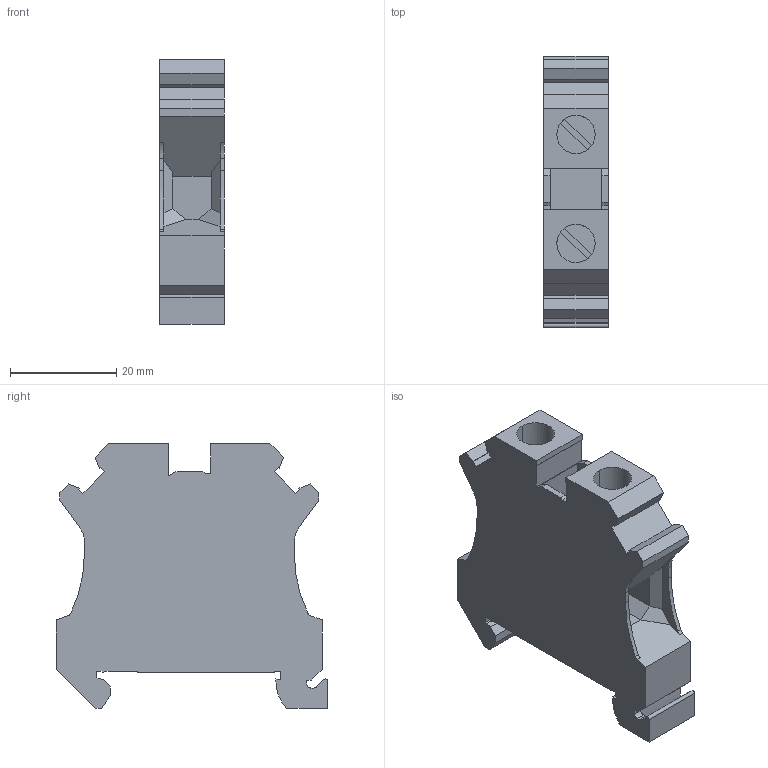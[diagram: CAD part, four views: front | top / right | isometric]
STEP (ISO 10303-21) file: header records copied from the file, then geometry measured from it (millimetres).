
FILE_DESCRIPTION(('STEP AP214'),'1');
FILE_NAME('cctmp_31211890-C7F1-444B-9A00-7E8E671CADAA_2023_07_24_09_22_39_0233..stp','2023-07-24T07:22:39',('SIEMENS A&D'),('CADClick - www.CADClick.com'),'Spatial InterOp 3D postprocessed',' ','unknown authorization');
FILE_SCHEMA(('AUTOMOTIVE_DESIGN'));
Length unit declared in the file: millimetre
Products named in the file (1): 2023_07_24_09_22_39_0227
Bounding box: 12.15 x 51 x 49.85 mm (x, y, z)
Volume: 18992.8 mm3; surface area: 8439.4 mm2
Topology: 1 solids, 1 shells, 142 faces, 406 edges, 268 vertices
Faces by surface type: plane 118, cylinder 24
Entity records: 5045 total; most frequent: CARTESIAN_POINT 817, ORIENTED_EDGE 812, DIRECTION 751, EDGE_CURVE 406, LINE 347, VECTOR 347, VERTEX_POINT 268, AXIS2_PLACEMENT_3D 202
